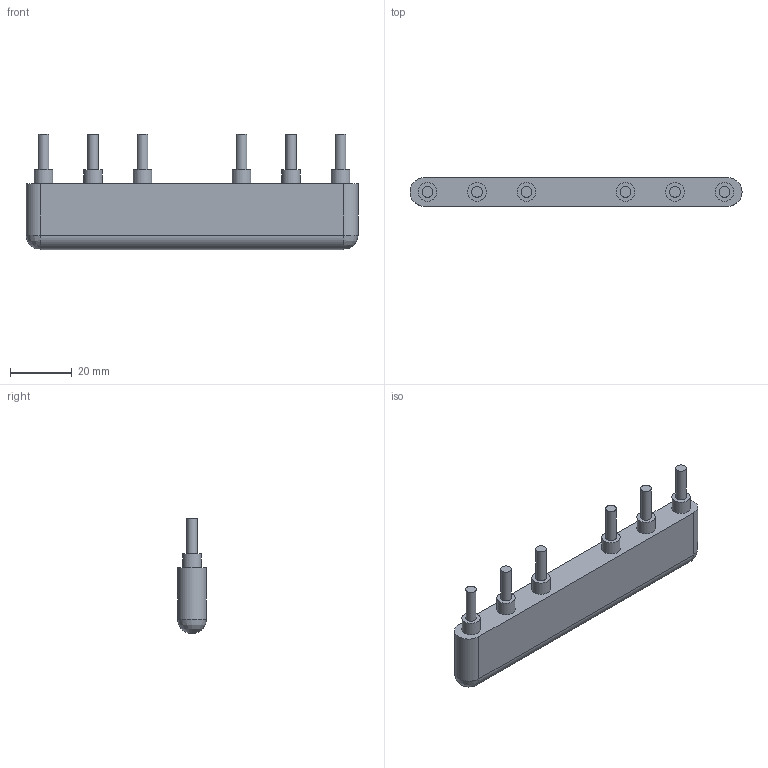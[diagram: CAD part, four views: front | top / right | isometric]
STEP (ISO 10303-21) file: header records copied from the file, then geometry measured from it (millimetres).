
FILE_DESCRIPTION((''),'2;1');
FILE_NAME('12C90085G02 - 300-RWS40 R2.stp','2015-05-26T11:21:14',('rshanor'),(''),'Autodesk Inventor 2013','Autodesk Inventor 2013','');
FILE_SCHEMA(('AUTOMOTIVE_DESIGN { 1 2 10303 214 0 1 1 1 }'));
Length unit declared in the file: inch
Products named in the file (1): 12C90085G02
Bounding box: 107.3 x 9.3 x 37.24 mm (x, y, z)
Volume: 21308.9 mm3; surface area: 7567.3 mm2
Topology: 1 solids, 1 shells, 34 faces, 56 edges, 36 vertices
Faces by surface type: cylinder 16, plane 16, bspline 2
Full cylindrical faces by diameter (mm): 3.5 x6, 6 x6
Entity records: 898 total; most frequent: CARTESIAN_POINT 203, DIRECTION 144, ORIENTED_EDGE 88, AXIS2_PLACEMENT_3D 67, EDGE_LOOP 58, EDGE_CURVE 44, VERTEX_POINT 36, STYLED_ITEM 35
